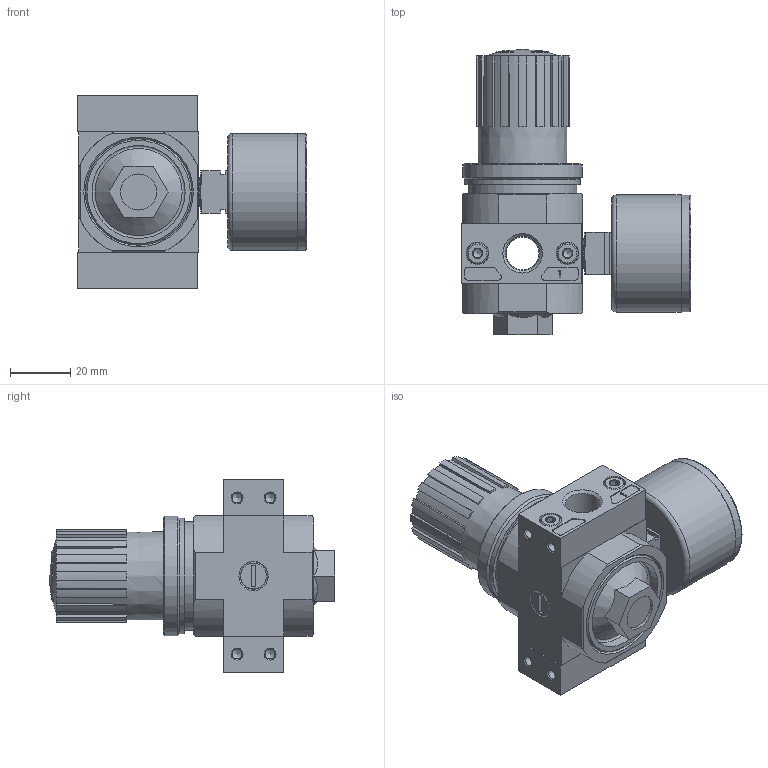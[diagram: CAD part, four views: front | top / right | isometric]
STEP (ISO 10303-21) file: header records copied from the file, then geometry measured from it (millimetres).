
FILE_DESCRIPTION(/* description */ ('STEP AP214'),/* implementation_level */ '2;1');
FILE_NAME(/* name */ '192301_LR-1_4-D-7-I-MINI',/* time_stamp */ '2024-09-04T20:18:01+02:00',/* author */ ('License CC BY-ND 4.0'),/* organization */ ('CADENAS'),/* preprocessor_version */ 'ST-DEVELOPER v19.3',/* originating_system */ 'PARTsolutions',/* authorisation */ ' ');
FILE_SCHEMA (('AUTOMOTIVE_DESIGN {1 0 10303 214 3 1 1}'));
Length unit declared in the file: millimetre
Products named in the file (8): 192301 LR-1/4-D-7-I-MINI-(0); 395466 LR-...-D-7-I-MINI--(0); 398011 LRVS-D-MINI; 380291 PBL-1/4-D-MINI-R---(0) p1; DIN-912 - M4x16(F); 380289 PBL-1/4-D-MINI-L---(1) p1; 8003636 PAGN-40-10-G18; 373845 LR-MINI
Assembly tree (10 placements, depth 2):
  192301 LR-1/4-D-7-I-MINI-(0)
    395466 LR-...-D-7-I-MINI--(0)
    398011 LRVS-D-MINI
    380291 PBL-1/4-D-MINI-R---(0) p1
    DIN-912 - M4x16(F)  x4
    380289 PBL-1/4-D-MINI-L---(1) p1
    8003636 PAGN-40-10-G18
    373845 LR-MINI
Bounding box: 76.4 x 95 x 64 mm (x, y, z)
Volume: 141643.3 mm3; surface area: 36546.4 mm2
Topology: 10 solids, 10 shells, 459 faces, 1078 edges, 674 vertices
Faces by surface type: plane 259, cylinder 99, cone 88, torus 8, sphere 5
Full cylindrical faces by diameter (mm): 3.242 x8, 4 x4, 4.3 x1, 6.2 x1, 6.9 x1, 7 x4, 8.2 x1, 8.4 x1, 8.566 x2, 9.728 x2, 11 x1, 11.445 x2, 12 x1, 12.2 x1, 15.8 x1, 15.9 x1, 24.9 x1, 26.9 x1, 31 x1, 33.9 x1, 34.376 x1, 36 x1, 38.5 x1, 38.7 x1, 39 x1, 39.8 x1
Entity records: 12146 total; most frequent: CARTESIAN_POINT 1969, DIRECTION 1894, ORIENTED_EDGE 1620, EDGE_CURVE 810, AXIS2_PLACEMENT_3D 744, VERTEX_POINT 585, FACE_BOUND 531, EDGE_LOOP 522
